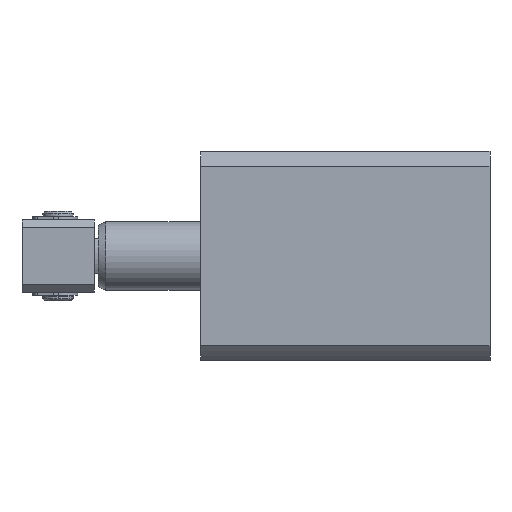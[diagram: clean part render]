
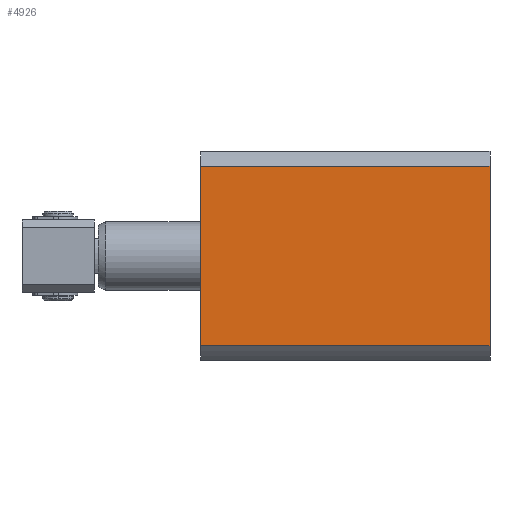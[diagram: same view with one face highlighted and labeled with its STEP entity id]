
A CAD part, left-side view. The second image highlights one B-rep face of the part: STEP entity #4926.
In plain terms, the highlighted planar face has unit normal (-1, 0, 0).
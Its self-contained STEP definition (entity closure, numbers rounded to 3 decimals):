
#48 = ORIENTED_EDGE ( 'NONE', *, *, #4165, .T. ) ;
#314 = DIRECTION ( 'NONE',  ( 0., 0., 1. ) ) ;
#500 = AXIS2_PLACEMENT_3D ( 'NONE', #2468, #2881, #2915 ) ;
#967 = EDGE_LOOP ( 'NONE', ( #4433, #2946, #48, #2616 ) ) ;
#1007 = LINE ( 'NONE', #1471, #1893 ) ;
#1129 = CARTESIAN_POINT ( 'NONE',  ( -27.5, 38., -23.618 ) ) ;
#1202 = CARTESIAN_POINT ( 'NONE',  ( -27.5, 76., 23.642 ) ) ;
#1319 = VECTOR ( 'NONE', #2728, 1000. ) ;
#1349 = CARTESIAN_POINT ( 'NONE',  ( -27.5, 76., 0. ) ) ;
#1379 = LINE ( 'NONE', #1129, #1319 ) ;
#1471 = CARTESIAN_POINT ( 'NONE',  ( -27.5, 38., 23.642 ) ) ;
#1535 = VERTEX_POINT ( 'NONE', #1202 ) ;
#1893 = VECTOR ( 'NONE', #5168, 1000. ) ;
#1963 = EDGE_CURVE ( 'NONE', #5022, #3786, #1379, .T. ) ;
#2070 = CARTESIAN_POINT ( 'NONE',  ( -27.5, 76., -23.618 ) ) ;
#2118 = CARTESIAN_POINT ( 'NONE',  ( -27.5, 0., 23.642 ) ) ;
#2120 = CARTESIAN_POINT ( 'NONE',  ( -27.5, 0., -23.618 ) ) ;
#2144 = LINE ( 'NONE', #1349, #2262 ) ;
#2262 = VECTOR ( 'NONE', #2970, 1000. ) ;
#2468 = CARTESIAN_POINT ( 'NONE',  ( -27.5, 0., -23.618 ) ) ;
#2583 = VECTOR ( 'NONE', #314, 1000. ) ;
#2616 = ORIENTED_EDGE ( 'NONE', *, *, #4515, .F. ) ;
#2728 = DIRECTION ( 'NONE',  ( 0., -1., 0. ) ) ;
#2881 = DIRECTION ( 'NONE',  ( -1., 0., 0. ) ) ;
#2915 = DIRECTION ( 'NONE',  ( 0., 0., 1. ) ) ;
#2946 = ORIENTED_EDGE ( 'NONE', *, *, #4039, .T. ) ;
#2970 = DIRECTION ( 'NONE',  ( 0., 0., 1. ) ) ;
#3195 = LINE ( 'NONE', #5091, #2583 ) ;
#3342 = VERTEX_POINT ( 'NONE', #2118 ) ;
#3786 = VERTEX_POINT ( 'NONE', #2120 ) ;
#3988 = FACE_OUTER_BOUND ( 'NONE', #967, .T. ) ;
#4039 = EDGE_CURVE ( 'NONE', #3786, #3342, #3195, .T. ) ;
#4165 = EDGE_CURVE ( 'NONE', #3342, #1535, #1007, .T. ) ;
#4416 = PLANE ( 'NONE',  #500 ) ;
#4433 = ORIENTED_EDGE ( 'NONE', *, *, #1963, .T. ) ;
#4515 = EDGE_CURVE ( 'NONE', #5022, #1535, #2144, .T. ) ;
#4926 = ADVANCED_FACE ( 'NONE', ( #3988 ), #4416, .T. ) ;
#5022 = VERTEX_POINT ( 'NONE', #2070 ) ;
#5091 = CARTESIAN_POINT ( 'NONE',  ( -27.5, 0., 0.012 ) ) ;
#5168 = DIRECTION ( 'NONE',  ( 0., 1., 0. ) ) ;
